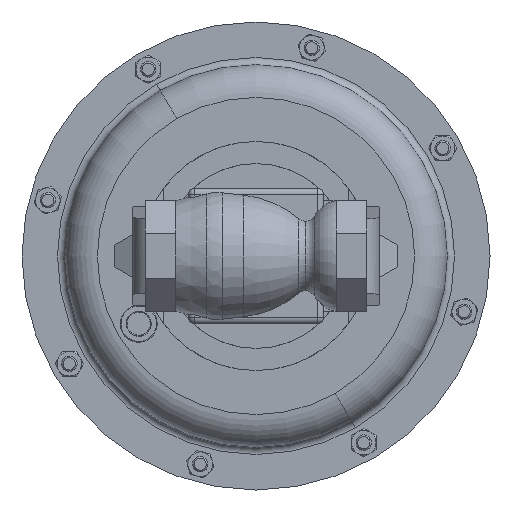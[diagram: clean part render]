
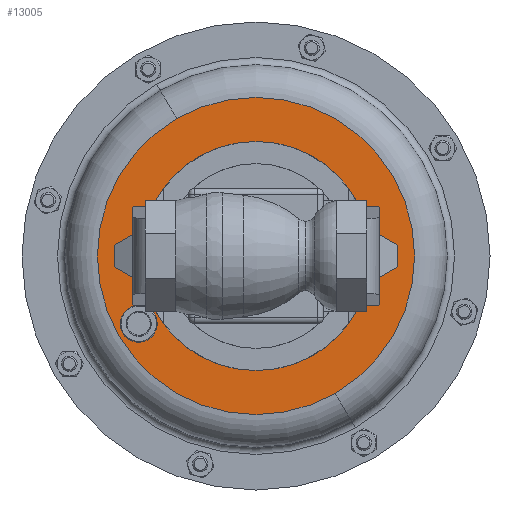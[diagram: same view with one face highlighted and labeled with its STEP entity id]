
A CAD part, front view. The second image highlights one B-rep face of the part: STEP entity #13005.
In plain terms, the highlighted planar face has unit normal (0, -1, 0).
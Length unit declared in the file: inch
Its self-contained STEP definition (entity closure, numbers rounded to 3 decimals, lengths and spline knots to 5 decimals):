
#928 = VERTEX_POINT ( 'NONE', #9340 ) ;
#1091 = CARTESIAN_POINT ( 'NONE',  ( -2.78774, 7.835, -1.6095 ) ) ;
#1385 = ORIENTED_EDGE ( 'NONE', *, *, #4960, .F. ) ;
#1547 = CIRCLE ( 'NONE', #21142, 3.219 ) ;
#1848 = DIRECTION ( 'NONE',  ( -0.5, 0., 0.866 ) ) ;
#1883 = ORIENTED_EDGE ( 'NONE', *, *, #7920, .T. ) ;
#2060 = DIRECTION ( 'NONE',  ( 0.035, 0., -0.999 ) ) ;
#2284 = AXIS2_PLACEMENT_3D ( 'NONE', #10332, #4869, #8438 ) ;
#2294 = CARTESIAN_POINT ( 'NONE',  ( 0., 7.835, -2.325 ) ) ;
#2845 = CARTESIAN_POINT ( 'NONE',  ( 0., 7.835, 2.325 ) ) ;
#2917 = VERTEX_POINT ( 'NONE', #21543 ) ;
#3046 = DIRECTION ( 'NONE',  ( 0., 1., 0. ) ) ;
#3168 = EDGE_LOOP ( 'NONE', ( #20528, #1883 ) ) ;
#3448 = CIRCLE ( 'NONE', #7050, 0.375 ) ;
#3473 = FACE_OUTER_BOUND ( 'NONE', #12886, .T. ) ;
#3799 = DIRECTION ( 'NONE',  ( 0.5, 0., -0.866 ) ) ;
#4659 = VERTEX_POINT ( 'NONE', #2294 ) ;
#4739 = CARTESIAN_POINT ( 'NONE',  ( 0., 7.835, 0. ) ) ;
#4764 = CARTESIAN_POINT ( 'NONE',  ( -2.38157, 7.835, -1.375 ) ) ;
#4869 = DIRECTION ( 'NONE',  ( 0., 1., 0. ) ) ;
#4960 = EDGE_CURVE ( 'NONE', #17126, #2917, #19728, .T. ) ;
#5163 = CARTESIAN_POINT ( 'NONE',  ( -1.6095, 7.835, 2.78774 ) ) ;
#5640 = CIRCLE ( 'NONE', #15993, 0.375 ) ;
#6470 = DIRECTION ( 'NONE',  ( 0., 0., -1. ) ) ;
#6472 = DIRECTION ( 'NONE',  ( 0.5, 0., -0.866 ) ) ;
#6494 = DIRECTION ( 'NONE',  ( 0.035, 0., -0.999 ) ) ;
#7050 = AXIS2_PLACEMENT_3D ( 'NONE', #19073, #3046, #2060 ) ;
#7920 = EDGE_CURVE ( 'NONE', #14408, #4659, #13687, .T. ) ;
#8438 = DIRECTION ( 'NONE',  ( 0., 0., -1. ) ) ;
#8856 = CARTESIAN_POINT ( 'NONE',  ( 0., 7.835, 0. ) ) ;
#9340 = CARTESIAN_POINT ( 'NONE',  ( -2.36851, 7.835, -1.74977 ) ) ;
#10237 = AXIS2_PLACEMENT_3D ( 'NONE', #1091, #11162, #1848 ) ;
#10332 = CARTESIAN_POINT ( 'NONE',  ( 0., 7.835, 0. ) ) ;
#11080 = EDGE_LOOP ( 'NONE', ( #18786, #18816 ) ) ;
#11086 = CARTESIAN_POINT ( 'NONE',  ( 0., 7.835, 0. ) ) ;
#11162 = DIRECTION ( 'NONE',  ( 0., -1., 0. ) ) ;
#12143 = FACE_BOUND ( 'NONE', #11080, .T. ) ;
#12862 = EDGE_CURVE ( 'NONE', #2917, #17126, #1547, .T. ) ;
#12886 = EDGE_LOOP ( 'NONE', ( #19099, #1385 ) ) ;
#13005 = ADVANCED_FACE ( 'NONE', ( #16767, #3473, #12143 ), #19923, .T. ) ;
#13560 = EDGE_CURVE ( 'NONE', #14302, #928, #3448, .T. ) ;
#13687 = CIRCLE ( 'NONE', #2284, 2.325 ) ;
#14302 = VERTEX_POINT ( 'NONE', #14699 ) ;
#14408 = VERTEX_POINT ( 'NONE', #2845 ) ;
#14493 = AXIS2_PLACEMENT_3D ( 'NONE', #8856, #15386, #3799 ) ;
#14699 = CARTESIAN_POINT ( 'NONE',  ( -2.39463, 7.835, -1.00023 ) ) ;
#15386 = DIRECTION ( 'NONE',  ( 0., 1., 0. ) ) ;
#15962 = EDGE_CURVE ( 'NONE', #4659, #14408, #21731, .T. ) ;
#15993 = AXIS2_PLACEMENT_3D ( 'NONE', #4764, #16904, #6494 ) ;
#16767 = FACE_BOUND ( 'NONE', #3168, .T. ) ;
#16886 = DIRECTION ( 'NONE',  ( 0., 1., 0. ) ) ;
#16904 = DIRECTION ( 'NONE',  ( 0., 1., 0. ) ) ;
#17126 = VERTEX_POINT ( 'NONE', #5163 ) ;
#17915 = EDGE_CURVE ( 'NONE', #928, #14302, #5640, .T. ) ;
#18786 = ORIENTED_EDGE ( 'NONE', *, *, #17915, .T. ) ;
#18816 = ORIENTED_EDGE ( 'NONE', *, *, #13560, .T. ) ;
#19073 = CARTESIAN_POINT ( 'NONE',  ( -2.38157, 7.835, -1.375 ) ) ;
#19099 = ORIENTED_EDGE ( 'NONE', *, *, #12862, .F. ) ;
#19450 = AXIS2_PLACEMENT_3D ( 'NONE', #4739, #16886, #6470 ) ;
#19728 = CIRCLE ( 'NONE', #14493, 3.219 ) ;
#19923 = PLANE ( 'NONE',  #10237 ) ;
#20528 = ORIENTED_EDGE ( 'NONE', *, *, #15962, .T. ) ;
#21089 = DIRECTION ( 'NONE',  ( 0., 1., 0. ) ) ;
#21142 = AXIS2_PLACEMENT_3D ( 'NONE', #11086, #21089, #6472 ) ;
#21543 = CARTESIAN_POINT ( 'NONE',  ( 1.6095, 7.835, -2.78774 ) ) ;
#21731 = CIRCLE ( 'NONE', #19450, 2.325 ) ;
